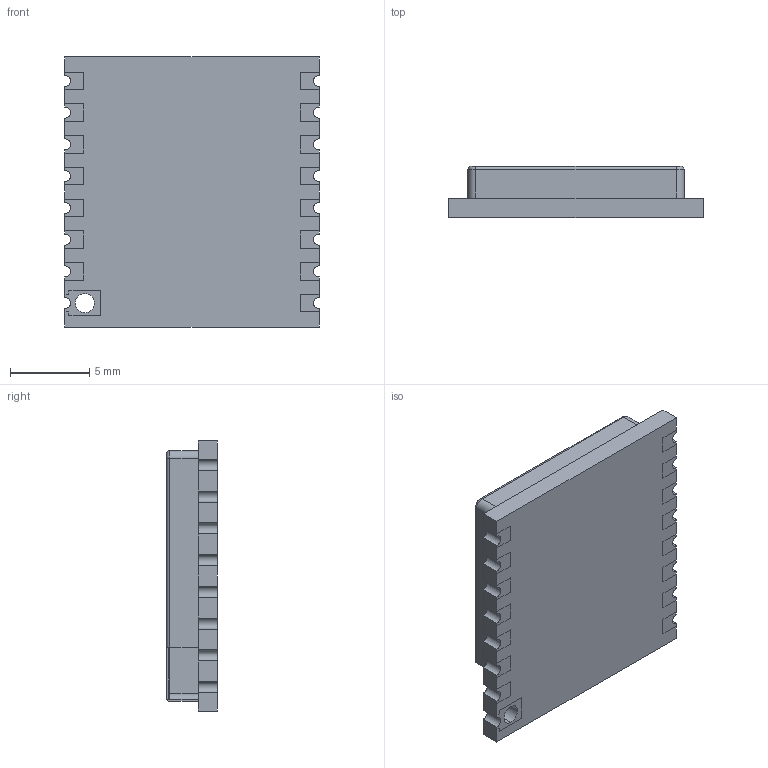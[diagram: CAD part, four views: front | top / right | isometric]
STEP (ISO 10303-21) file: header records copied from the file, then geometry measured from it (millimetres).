
FILE_DESCRIPTION (( 'STEP AP214' ), '1' );
FILE_NAME ('AI-Thinker_RA-0x.step', '2020-10-19T11:51:58+00:00', 'Stefan Hamminga', '', '', '', '');
FILE_SCHEMA (( 'AUTOMOTIVE_DESIGN' ));
Length unit declared in the file: millimetre
Products named in the file (1): LoRa_module_RA-0n
Bounding box: 16 x 3.2 x 17 mm (x, y, z)
Volume: 357.4 mm3; surface area: 1211.8 mm2
Topology: 2 solids, 2 shells, 105 faces, 363 edges, 262 vertices
Faces by surface type: plane 67, cylinder 32, torus 6
Entity records: 4254 total; most frequent: CARTESIAN_POINT 731, ORIENTED_EDGE 726, DIRECTION 645, EDGE_CURVE 363, LINE 293, VECTOR 293, VERTEX_POINT 262, AXIS2_PLACEMENT_3D 176
